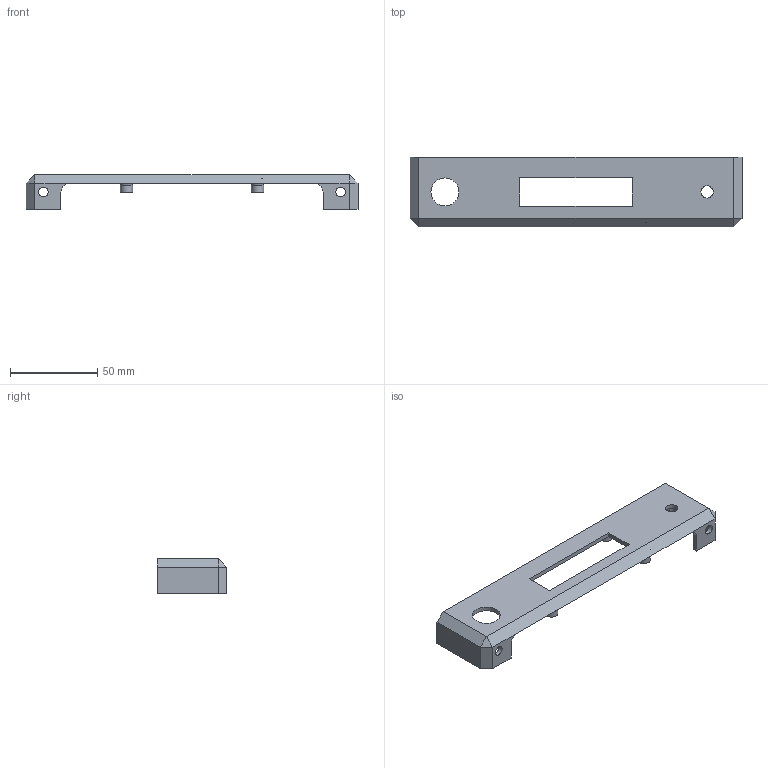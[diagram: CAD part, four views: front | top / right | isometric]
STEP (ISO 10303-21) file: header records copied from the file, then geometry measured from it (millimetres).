
FILE_DESCRIPTION(/* description */ ('Alibre Inc.'),/* implementation_level */ '2;1');
FILE_NAME(/* name */ 'export0',/* time_stamp */ '2015-07-11T14:33:18+12:00',/* author */ (''),/* organization */ (''),/* preprocessor_version */ 'ST-DEVELOPER v14',/* originating_system */ 'Alibre',/* authorisation */ '');
FILE_SCHEMA (('CONFIG_CONTROL_DESIGN'));
Length unit declared in the file: centimetre
Products named in the file (1): ID_1
Bounding box: 190 x 40 x 20 mm (x, y, z)
Volume: 23608.3 mm3; surface area: 20479.6 mm2
Topology: 1 solids, 1 shells, 111 faces, 299 edges, 193 vertices
Faces by surface type: plane 58, cylinder 40, torus 10, sphere 3
Full cylindrical faces by diameter (mm): 2 x4, 5.5 x4, 7 x5, 10 x2, 16 x1
Entity records: 4078 total; most frequent: CARTESIAN_POINT 1510, ORIENTED_EDGE 534, DIRECTION 443, EDGE_CURVE 267, AXIS2_PLACEMENT_3D 186, VERTEX_POINT 181, EDGE_LOOP 148, FACE_BOUND 148
